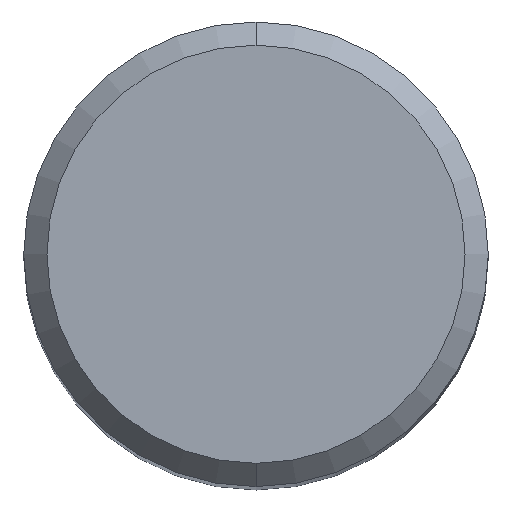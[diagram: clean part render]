
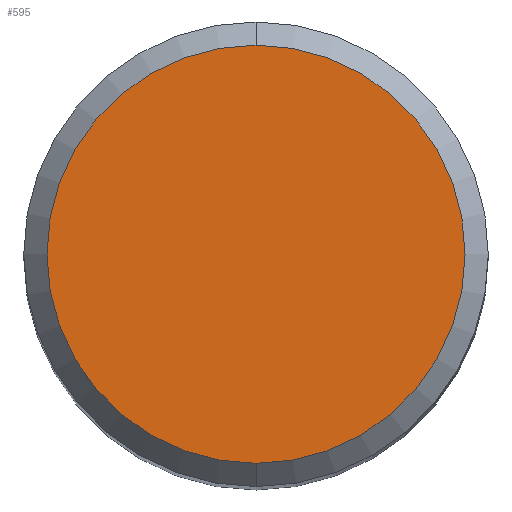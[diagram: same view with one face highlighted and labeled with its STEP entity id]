
A CAD part, top view. The second image highlights one B-rep face of the part: STEP entity #595.
In plain terms, the highlighted planar face has unit normal (0, 0, 1).
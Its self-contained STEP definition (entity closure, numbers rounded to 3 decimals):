
#559=VERTEX_POINT('',#1214);
#563=EDGE_CURVE('',#565,#559,#1218,.T.);
#565=VERTEX_POINT('',#1220);
#595=ADVANCED_FACE('',(#1251),#1252,.T.);
#645=EDGE_CURVE('',#559,#565,#1306,.T.);
#1214=CARTESIAN_POINT('',(0.,-4.5,0.0));
#1218=CIRCLE('',#4021,4.5);
#1220=CARTESIAN_POINT('',(0.0,4.5,0.0));
#1251=FACE_OUTER_BOUND('',#4233,.T.);
#1252=PLANE('',#4234);
#1306=CIRCLE('',#4303,4.5);
#4021=AXIS2_PLACEMENT_3D('',#9790,#9791,#9792);
#4233=EDGE_LOOP('',(#9810,#9811));
#4234=AXIS2_PLACEMENT_3D('',#9812,#9813,#9814);
#4303=AXIS2_PLACEMENT_3D('',#9874,#9875,#9876);
#9790=CARTESIAN_POINT('',(0.0,0.0,0.0));
#9791=DIRECTION('',(0.0,0.0,-1.0));
#9792=DIRECTION('',(0.0,1.0,0.0));
#9810=ORIENTED_EDGE('',*,*,#563,.F.);
#9811=ORIENTED_EDGE('',*,*,#645,.F.);
#9812=CARTESIAN_POINT('',(0.0,2.25,0.0));
#9813=DIRECTION('',(-0.0,0.0,1.0));
#9814=DIRECTION('',(0.0,-1.0,0.0));
#9874=CARTESIAN_POINT('',(0.0,0.0,0.0));
#9875=DIRECTION('',(0.0,0.0,-1.0));
#9876=DIRECTION('',(0.0,1.0,0.0));
